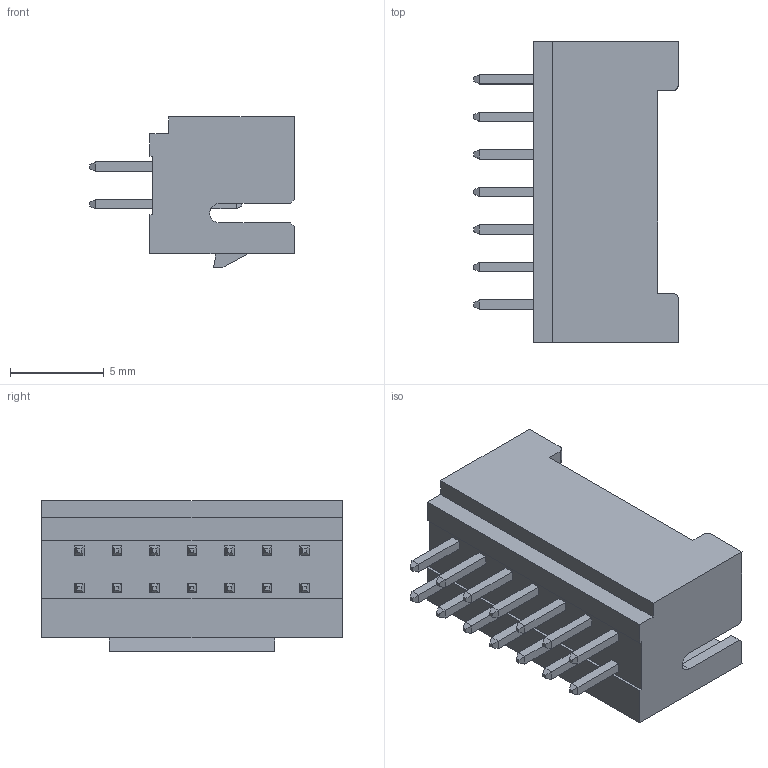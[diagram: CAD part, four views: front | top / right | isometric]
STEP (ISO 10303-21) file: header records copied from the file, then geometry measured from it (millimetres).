
FILE_DESCRIPTION( ('This file contains a STEP AP42 implementation' ,'as created by ZW3D STEP Interface translator.') ,'2;1' );
FILE_NAME( 'WF2005-2WSXXX01.stp' ,'23 420.1039 3', (''), ('ZWCAD Software Co.'), 'Version 1.0', 'ZW3D to STEP translator', '' );
FILE_SCHEMA(('AUTOMOTIVE_DESIGN { 1 0 10303 214 1 1 1 1 }'));
Length unit declared in the file: millimetre
Products named in the file (2): 0; WF2005-2WSXXX01
Bounding box: 10.9 x 16 x 8 mm (x, y, z)
Volume: 363.4 mm3; surface area: 936.5 mm2
Topology: 1 solids, 1 shells, 311 faces, 719 edges, 438 vertices
Faces by surface type: plane 305, cylinder 6
Entity records: 8911 total; most frequent: CARTESIAN_POINT 1595, ORIENTED_EDGE 1438, DIRECTION 1331, EDGE_CURVE 719, VECTOR 703, LINE 703, VERTEX_POINT 438, EDGE_LOOP 339
